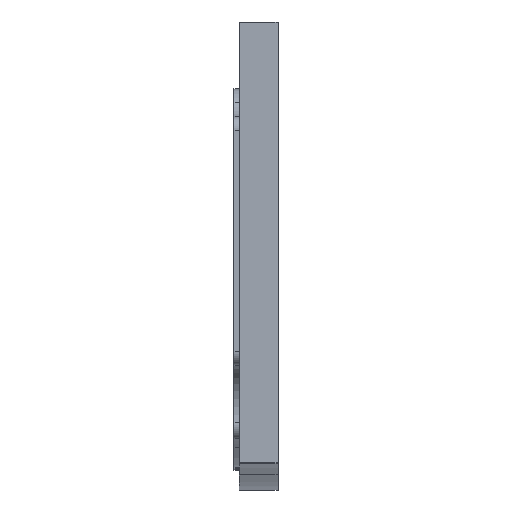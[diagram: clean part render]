
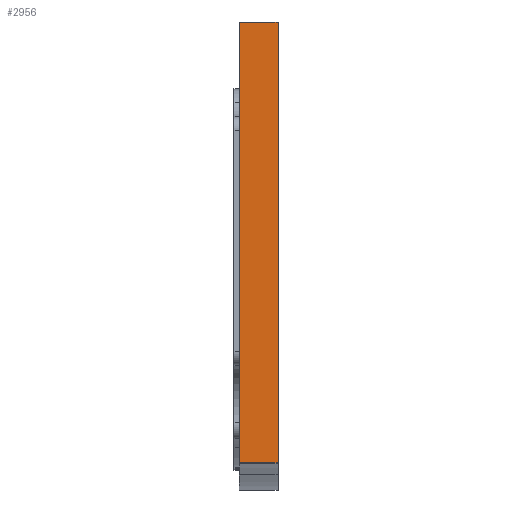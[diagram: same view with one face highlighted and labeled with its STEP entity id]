
A CAD part, top view. The second image highlights one B-rep face of the part: STEP entity #2956.
In plain terms, the highlighted planar face has unit normal (0, 0, 1).
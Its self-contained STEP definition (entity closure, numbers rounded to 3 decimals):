
#193=PLANE('',#3130);
#334=FACE_OUTER_BOUND('',#511,.T.);
#511=EDGE_LOOP('',(#2674,#2675,#2676,#2677));
#760=LINE('',#5234,#1045);
#783=LINE('',#5330,#1068);
#798=LINE('',#5378,#1083);
#799=LINE('',#5380,#1084);
#1045=VECTOR('',#3539,10.);
#1068=VECTOR('',#3636,10.);
#1083=VECTOR('',#3697,10.);
#1084=VECTOR('',#3700,10.);
#1428=VERTEX_POINT('',#5231);
#1429=VERTEX_POINT('',#5233);
#1464=VERTEX_POINT('',#5327);
#1465=VERTEX_POINT('',#5329);
#1812=EDGE_CURVE('',#1429,#1428,#760,.T.);
#1861=EDGE_CURVE('',#1464,#1465,#783,.T.);
#1886=EDGE_CURVE('',#1428,#1465,#798,.T.);
#1887=EDGE_CURVE('',#1429,#1464,#799,.T.);
#2674=ORIENTED_EDGE('',*,*,#1812,.T.);
#2675=ORIENTED_EDGE('',*,*,#1886,.T.);
#2676=ORIENTED_EDGE('',*,*,#1861,.F.);
#2677=ORIENTED_EDGE('',*,*,#1887,.F.);
#2956=ADVANCED_FACE('',(#334),#193,.T.);
#3130=AXIS2_PLACEMENT_3D('',#5379,#3698,#3699);
#3539=DIRECTION('',(0.,-1.,0.));
#3636=DIRECTION('',(0.,-1.,0.));
#3697=DIRECTION('',(1.,0.,0.));
#3698=DIRECTION('center_axis',(0.,0.,1.));
#3699=DIRECTION('ref_axis',(0.,-1.,0.));
#3700=DIRECTION('',(1.,0.,0.));
#5231=CARTESIAN_POINT('',(105.75,40.5,26.3));
#5233=CARTESIAN_POINT('',(105.75,80.5,26.3));
#5234=CARTESIAN_POINT('',(105.75,80.5,26.3));
#5327=CARTESIAN_POINT('',(109.25,80.5,26.3));
#5329=CARTESIAN_POINT('',(109.25,40.5,26.3));
#5330=CARTESIAN_POINT('',(109.25,80.5,26.3));
#5378=CARTESIAN_POINT('',(105.75,40.5,26.3));
#5379=CARTESIAN_POINT('Origin',(105.75,80.5,26.3));
#5380=CARTESIAN_POINT('',(105.75,80.5,26.3));
